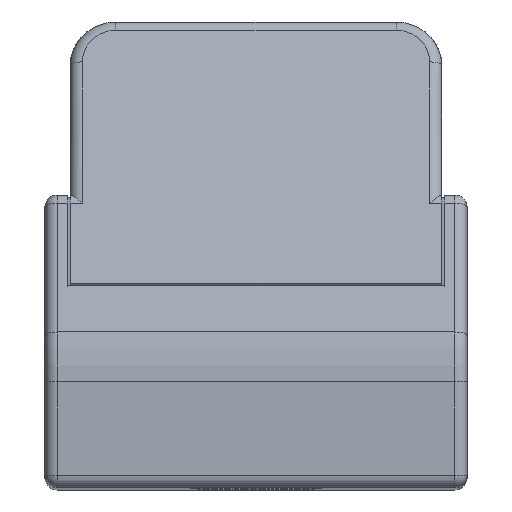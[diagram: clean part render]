
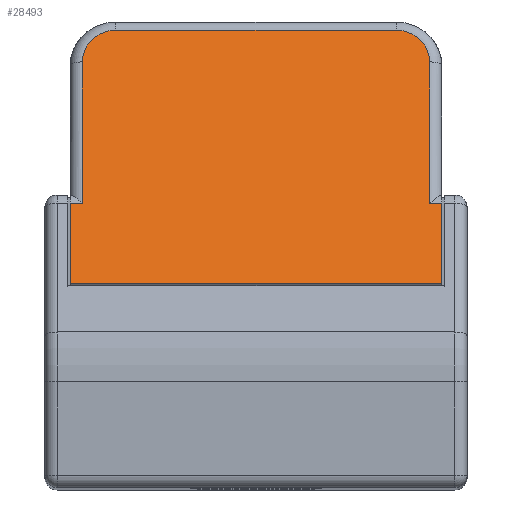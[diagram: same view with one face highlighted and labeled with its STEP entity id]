
A CAD part, top view. The second image highlights one B-rep face of the part: STEP entity #28493.
In plain terms, the highlighted planar face has unit normal (0, 0.327, 0.945).
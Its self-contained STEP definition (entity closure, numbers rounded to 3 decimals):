
#997 = ORIENTED_EDGE ( 'NONE', *, *, #16693, .T. ) ;
#1313 = EDGE_CURVE ( 'NONE', #24804, #15550, #22446, .T. ) ;
#1673 = VERTEX_POINT ( 'NONE', #22640 ) ;
#1722 = LINE ( 'NONE', #11601, #16461 ) ;
#2439 = DIRECTION ( 'NONE',  ( -1., 0., 0. ) ) ;
#3123 = VERTEX_POINT ( 'NONE', #19128 ) ;
#3277 = VECTOR ( 'NONE', #16199, 1000. ) ;
#4231 = ORIENTED_EDGE ( 'NONE', *, *, #12549, .F. ) ;
#4343 = CARTESIAN_POINT ( 'NONE',  ( -21.433, 20.435, 0.035 ) ) ;
#4506 = VERTEX_POINT ( 'NONE', #12899 ) ;
#5539 = CARTESIAN_POINT ( 'NONE',  ( 24.35, 2.192, 6.342 ) ) ;
#6440 = ORIENTED_EDGE ( 'NONE', *, *, #20026, .F. ) ;
#6559 = DIRECTION ( 'NONE',  ( 0., 0.945, -0.327 ) ) ;
#6728 = DIRECTION ( 'NONE',  ( 0., 0.945, -0.327 ) ) ;
#6981 = DIRECTION ( 'NONE',  ( 0., -0.945, 0.327 ) ) ;
#7015 = CARTESIAN_POINT ( 'NONE',  ( 23.55, 9.094, 3.956 ) ) ;
#7224 = ORIENTED_EDGE ( 'NONE', *, *, #13926, .T. ) ;
#8088 = VECTOR ( 'NONE', #6728, 1000. ) ;
#8209 = VECTOR ( 'NONE', #6559, 1000. ) ;
#8433 = CARTESIAN_POINT ( 'NONE',  ( 3., 20.435, 0.035 ) ) ;
#8536 = DIRECTION ( 'NONE',  ( 0., -0.945, 0.327 ) ) ;
#8712 = CARTESIAN_POINT ( 'NONE',  ( 23.55, 8.663, 4.105 ) ) ;
#8842 = LINE ( 'NONE', #25165, #8209 ) ;
#9139 = VERTEX_POINT ( 'NONE', #8433 ) ;
#9288 = AXIS2_PLACEMENT_3D ( 'NONE', #17542, #15843, #8536 ) ;
#9420 = EDGE_CURVE ( 'NONE', #25433, #3123, #16612, .T. ) ;
#9677 = FACE_OUTER_BOUND ( 'NONE', #16809, .T. ) ;
#10377 = ORIENTED_EDGE ( 'NONE', *, *, #1313, .T. ) ;
#10616 = DIRECTION ( 'NONE',  ( 1., 0., 0. ) ) ;
#11171 = CARTESIAN_POINT ( 'NONE',  ( 21.35, 20.435, 0.035 ) ) ;
#11363 = CARTESIAN_POINT ( 'NONE',  ( 0.8, 18.356, 0.754 ) ) ;
#11601 = CARTESIAN_POINT ( 'NONE',  ( 0.8, 8.663, 4.105 ) ) ;
#11614 = CARTESIAN_POINT ( 'NONE',  ( 23.55, 9.094, 3.956 ) ) ;
#12017 = AXIS2_PLACEMENT_3D ( 'NONE', #27742, #23001, #6981 ) ;
#12549 = EDGE_CURVE ( 'NONE', #25433, #18585, #1722, .T. ) ;
#12604 = LINE ( 'NONE', #29400, #28768 ) ;
#12861 = CARTESIAN_POINT ( 'NONE',  ( 0., 3.846, 5.77 ) ) ;
#12899 = CARTESIAN_POINT ( 'NONE',  ( 24.35, 9.094, 3.956 ) ) ;
#12998 = CIRCLE ( 'NONE', #12017, 2.2 ) ;
#13926 = EDGE_CURVE ( 'NONE', #15550, #9139, #29387, .T. ) ;
#14000 = CARTESIAN_POINT ( 'NONE',  ( 0., 9.094, 3.956 ) ) ;
#14359 = LINE ( 'NONE', #11614, #3277 ) ;
#14558 = PLANE ( 'NONE',  #29530 ) ;
#15550 = VERTEX_POINT ( 'NONE', #11171 ) ;
#15787 = CARTESIAN_POINT ( 'NONE',  ( 23.55, 18.356, 0.754 ) ) ;
#15843 = DIRECTION ( 'NONE',  ( 0., 0.327, 0.945 ) ) ;
#16199 = DIRECTION ( 'NONE',  ( -1., 0., 0. ) ) ;
#16308 = EDGE_CURVE ( 'NONE', #9139, #18585, #12998, .T. ) ;
#16461 = VECTOR ( 'NONE', #27802, 1000. ) ;
#16612 = LINE ( 'NONE', #14000, #29342 ) ;
#16693 = EDGE_CURVE ( 'NONE', #4506, #24211, #14359, .T. ) ;
#16809 = EDGE_LOOP ( 'NONE', ( #4231, #17700, #17391, #23439, #6440, #997, #22075, #10377, #7224, #19162 ) ) ;
#17391 = ORIENTED_EDGE ( 'NONE', *, *, #22612, .F. ) ;
#17410 = LINE ( 'NONE', #5539, #22409 ) ;
#17542 = CARTESIAN_POINT ( 'NONE',  ( 21.35, 18.356, 0.754 ) ) ;
#17700 = ORIENTED_EDGE ( 'NONE', *, *, #9420, .T. ) ;
#18585 = VERTEX_POINT ( 'NONE', #11363 ) ;
#19128 = CARTESIAN_POINT ( 'NONE',  ( 0., 9.094, 3.956 ) ) ;
#19138 = DIRECTION ( 'NONE',  ( 0., 0.327, 0.945 ) ) ;
#19162 = ORIENTED_EDGE ( 'NONE', *, *, #16308, .T. ) ;
#20026 = EDGE_CURVE ( 'NONE', #4506, #1673, #17410, .T. ) ;
#22075 = ORIENTED_EDGE ( 'NONE', *, *, #29090, .T. ) ;
#22409 = VECTOR ( 'NONE', #26732, 1000. ) ;
#22446 = CIRCLE ( 'NONE', #9288, 2.2 ) ;
#22612 = EDGE_CURVE ( 'NONE', #23070, #3123, #8842, .T. ) ;
#22640 = CARTESIAN_POINT ( 'NONE',  ( 24.35, 3.846, 5.77 ) ) ;
#23001 = DIRECTION ( 'NONE',  ( 0., 0.327, 0.945 ) ) ;
#23070 = VERTEX_POINT ( 'NONE', #12861 ) ;
#23420 = CARTESIAN_POINT ( 'NONE',  ( -21.433, 2.192, 6.342 ) ) ;
#23439 = ORIENTED_EDGE ( 'NONE', *, *, #25831, .T. ) ;
#24211 = VERTEX_POINT ( 'NONE', #7015 ) ;
#24804 = VERTEX_POINT ( 'NONE', #15787 ) ;
#25165 = CARTESIAN_POINT ( 'NONE',  ( 0., 2.192, 6.342 ) ) ;
#25433 = VERTEX_POINT ( 'NONE', #25935 ) ;
#25831 = EDGE_CURVE ( 'NONE', #23070, #1673, #12604, .T. ) ;
#25935 = CARTESIAN_POINT ( 'NONE',  ( 0.8, 9.094, 3.956 ) ) ;
#26157 = DIRECTION ( 'NONE',  ( 0., -0.945, 0.327 ) ) ;
#26732 = DIRECTION ( 'NONE',  ( 0., -0.945, 0.327 ) ) ;
#27273 = VECTOR ( 'NONE', #27403, 1000. ) ;
#27403 = DIRECTION ( 'NONE',  ( -1., 0., 0. ) ) ;
#27632 = LINE ( 'NONE', #8712, #8088 ) ;
#27742 = CARTESIAN_POINT ( 'NONE',  ( 3., 18.356, 0.754 ) ) ;
#27802 = DIRECTION ( 'NONE',  ( 0., 0.945, -0.327 ) ) ;
#28493 = ADVANCED_FACE ( 'NONE', ( #9677 ), #14558, .T. ) ;
#28768 = VECTOR ( 'NONE', #10616, 1000. ) ;
#29090 = EDGE_CURVE ( 'NONE', #24211, #24804, #27632, .T. ) ;
#29342 = VECTOR ( 'NONE', #2439, 1000. ) ;
#29387 = LINE ( 'NONE', #4343, #27273 ) ;
#29400 = CARTESIAN_POINT ( 'NONE',  ( -21.433, 3.846, 5.77 ) ) ;
#29530 = AXIS2_PLACEMENT_3D ( 'NONE', #23420, #19138, #26157 ) ;
